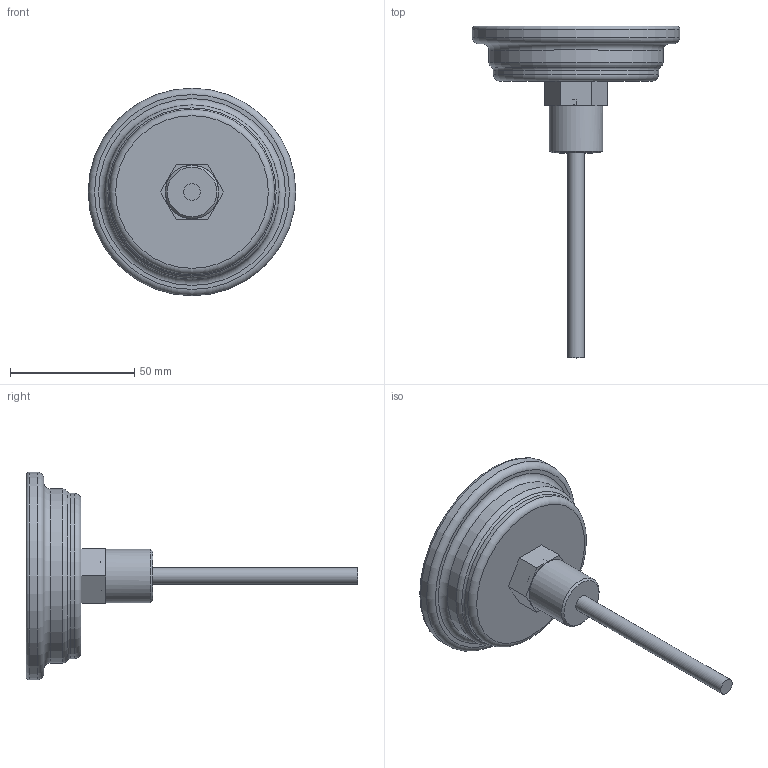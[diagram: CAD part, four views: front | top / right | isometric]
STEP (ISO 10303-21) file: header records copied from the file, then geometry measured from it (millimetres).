
FILE_DESCRIPTION (( 'STEP AP214' ), '1' );
FILE_NAME ('T30-50500-25C.STEP', '2022-11-29T20:15:37', ( '' ), ( '' ), 'SwSTEP 2.0', 'SolidWorks 2021', '' );
FILE_SCHEMA (( 'AUTOMOTIVE_DESIGN' ));
Length unit declared in the file: inch
Products named in the file (1): T30-50500-25C
Bounding box: 83.57 x 133.6 x 83.57 mm (x, y, z)
Volume: 51620.4 mm3; surface area: 21986.3 mm2
Topology: 57 solids, 57 shells, 934 faces, 2198 edges, 1412 vertices
Faces by surface type: plane 720, cylinder 124, bspline 78, torus 10, cone 2
Full cylindrical faces by diameter (mm): 1.694 x1, 6.553 x1, 21.473 x1, 66.548 x1, 68.315 x1, 70.104 x1, 83.566 x1
Entity records: 47246 total; most frequent: CARTESIAN_POINT 13878, ORIENTED_EDGE 4342, DIRECTION 4067, EDGE_CURVE 2171, VECTOR 1673, LINE 1673, VERTEX_POINT 1404, AXIS2_PLACEMENT_3D 1197
